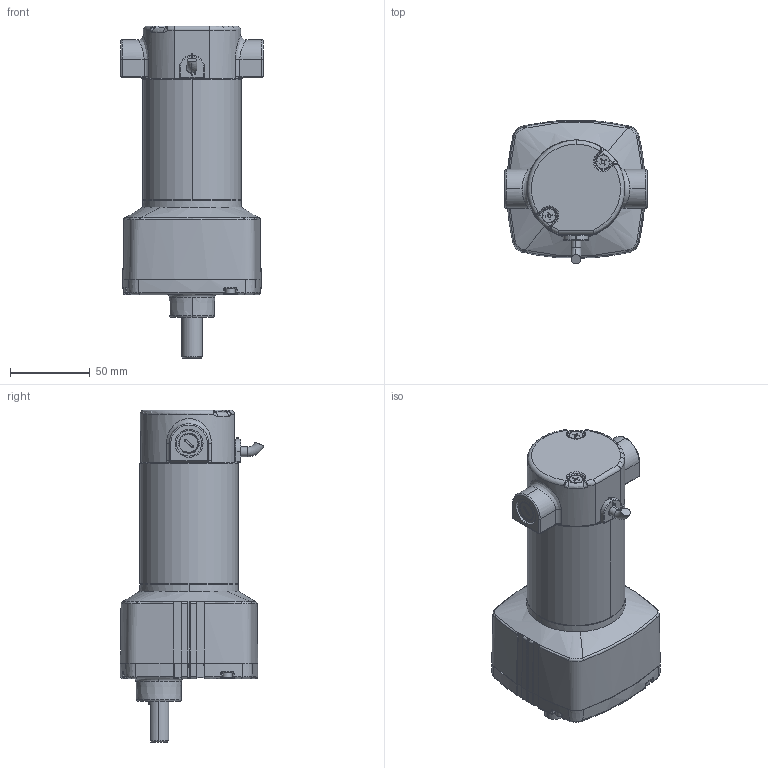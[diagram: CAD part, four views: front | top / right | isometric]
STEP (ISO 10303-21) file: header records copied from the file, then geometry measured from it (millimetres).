
FILE_DESCRIPTION (( 'STEP AP203' ), '1' );
FILE_NAME ('INFM0115.STEP', '2013-03-22T20:41:32', ( 'Admin' ), ( 'Bodine Electric Company' ), 'SwSTEP 2.0', 'SolidWorks 2012', '' );
FILE_SCHEMA (( 'CONFIG_CONTROL_DESIGN' ));
Length unit declared in the file: inch
Products named in the file (1): INFM0115
Bounding box: 88.9 x 89.89 x 207.57 mm (x, y, z)
Volume: 739467.1 mm3; surface area: 95993.3 mm2
Topology: 19 solids, 19 shells, 1029 faces, 2498 edges, 1496 vertices
Faces by surface type: cylinder 306, plane 268, bspline 173, torus 142, cone 120, sphere 20
Entity records: 39345 total; most frequent: CARTESIAN_POINT 16604, ORIENTED_EDGE 4930, DIRECTION 4589, EDGE_CURVE 2465, AXIS2_PLACEMENT_3D 1866, VERTEX_POINT 1496, EDGE_LOOP 1077, FACE_OUTER_BOUND 1029
